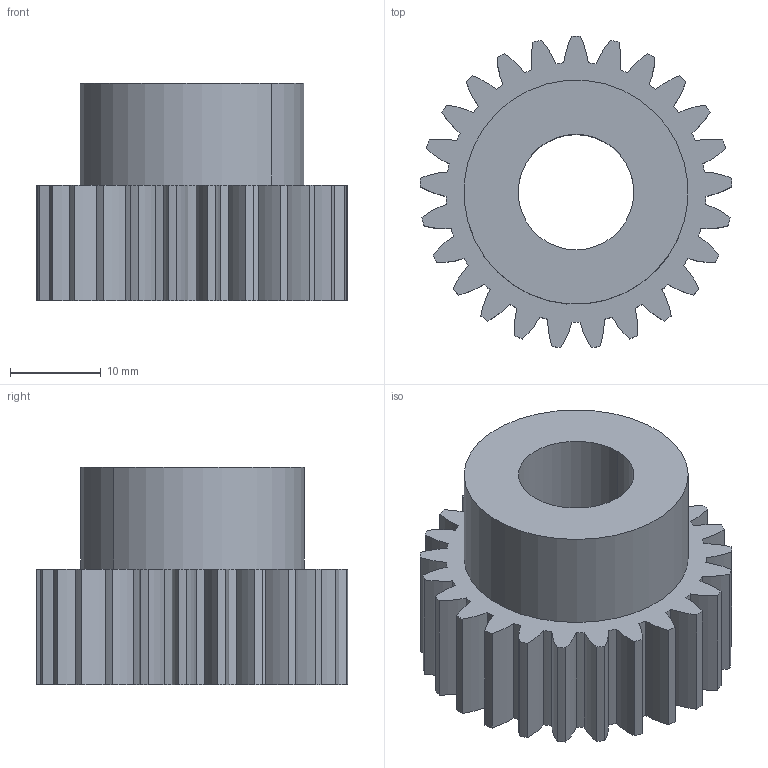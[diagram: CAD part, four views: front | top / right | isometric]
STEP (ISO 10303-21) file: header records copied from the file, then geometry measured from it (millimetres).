
FILE_DESCRIPTION((''),'2;1');
FILE_NAME('gss-2025.stp','2001-12-29T16:57:06',('Administrator'),(''),'Autodesk Inventor (tm) 3.0','Autodesk Inventor (tm) 3.0','');
FILE_SCHEMA(('CONFIG_CONTROL_DESIGN'));
Length unit declared in the file: inch
Products named in the file (1): gss-2025
Bounding box: 34.27 x 34.21 x 23.88 mm (x, y, z)
Volume: 12266.8 mm3; surface area: 5661.9 mm2
Topology: 1 solids, 1 shells, 107 faces, 312 edges, 208 vertices
Faces by surface type: cylinder 102, plane 3, bspline 2
Entity records: 3801 total; most frequent: DIRECTION 732, CARTESIAN_POINT 662, ORIENTED_EDGE 624, AXIS2_PLACEMENT_3D 314, EDGE_CURVE 312, VERTEX_POINT 208, CIRCLE 208, EDGE_LOOP 110
